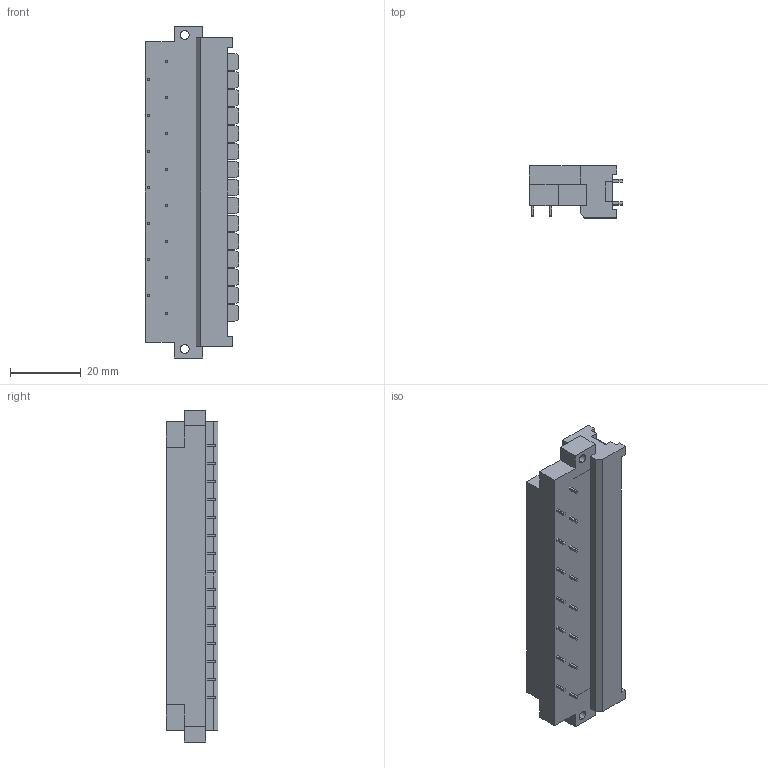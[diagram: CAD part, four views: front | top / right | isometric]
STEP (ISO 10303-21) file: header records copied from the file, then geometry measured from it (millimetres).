
FILE_DESCRIPTION (( 'STEP AP203' ), '1' );
FILE_NAME ('User Library-DIN41612-H-15-M-RA.STEP', '2021-03-25T16:40:12', ( '' ), ( '' ), 'SwSTEP 2.0', 'SolidWorks 2020', '' );
FILE_SCHEMA (( 'CONFIG_CONTROL_DESIGN' ));
Length unit declared in the file: millimetre
Products named in the file (1): User Library-DIN41612-H-15-M-RA
Bounding box: 26.35 x 14.7 x 93.96 mm (x, y, z)
Volume: 18103 mm3; surface area: 14301.9 mm2
Topology: 2 solids, 2 shells, 279 faces, 801 edges, 534 vertices
Faces by surface type: plane 275, cylinder 4
Entity records: 9026 total; most frequent: CARTESIAN_POINT 1615, ORIENTED_EDGE 1602, DIRECTION 1369, EDGE_CURVE 801, VECTOR 793, LINE 793, VERTEX_POINT 534, EDGE_LOOP 291
